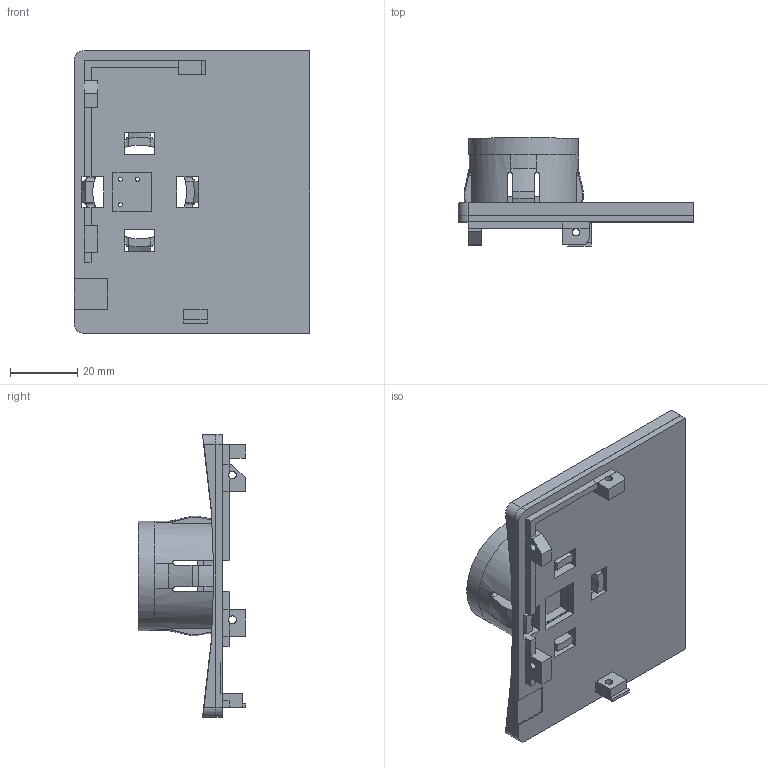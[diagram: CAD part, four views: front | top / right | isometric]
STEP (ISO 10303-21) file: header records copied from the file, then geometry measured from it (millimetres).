
FILE_DESCRIPTION(('FreeCAD Model'),'2;1');
FILE_NAME('Open CASCADE Shape Model','2024-10-04T22:18:57',(''),(''), 'Open CASCADE STEP processor 7.6','FreeCAD','Unknown');
FILE_SCHEMA(('AUTOMOTIVE_DESIGN { 1 0 10303 214 1 1 1 1 }'));
Length unit declared in the file: millimetre
Products named in the file (4): Modul_drazice_524_vertical; Snap; Curve; Pin_guide
Assembly tree (3 placements, depth 2):
  Modul_drazice_524_vertical
    Snap
    Curve
    Pin_guide
Bounding box: 70 x 32 x 84 mm (x, y, z)
Volume: 27596.4 mm3; surface area: 20394.9 mm2
Topology: 3 solids, 3 shells, 217 faces, 584 edges, 370 vertices
Faces by surface type: plane 162, cylinder 47, cone 8
Full cylindrical faces by diameter (mm): 1.2 x3, 2.3 x4, 29 x1, 32.5 x1
Entity records: 7285 total; most frequent: CARTESIAN_POINT 1680, ORIENTED_EDGE 1168, DIRECTION 1120, EDGE_CURVE 584, LINE 422, VECTOR 422, VERTEX_POINT 370, AXIS2_PLACEMENT_3D 349
